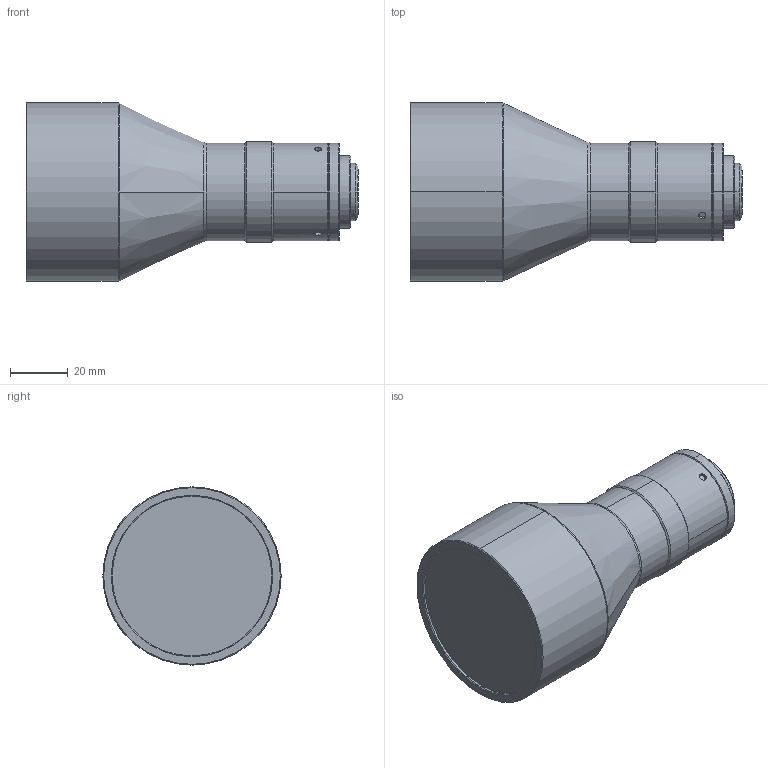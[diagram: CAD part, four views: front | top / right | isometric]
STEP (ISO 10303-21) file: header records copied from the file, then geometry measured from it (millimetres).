
FILE_DESCRIPTION (( 'STEP AP203' ), '1' );
FILE_NAME ('DTCM125-42.STEP', '2017-04-26T01:18:07', ( 'frank' ), ( '' ), 'SwSTEP 2.0', 'SolidWorks 2012', '' );
FILE_SCHEMA (( 'CONFIG_CONTROL_DESIGN' ));
Length unit declared in the file: millimetre
Products named in the file (1): DTCM125-42
Bounding box: 115.44 x 62 x 62 mm (x, y, z)
Volume: 196111.7 mm3; surface area: 21022.8 mm2
Topology: 1 solids, 1 shells, 68 faces, 153 edges, 95 vertices
Faces by surface type: cone 29, cylinder 26, plane 9, bspline 4
Entity records: 2224 total; most frequent: CARTESIAN_POINT 619, DIRECTION 343, ORIENTED_EDGE 302, EDGE_CURVE 151, AXIS2_PLACEMENT_3D 145, VERTEX_POINT 95, CIRCLE 80, EDGE_LOOP 78
